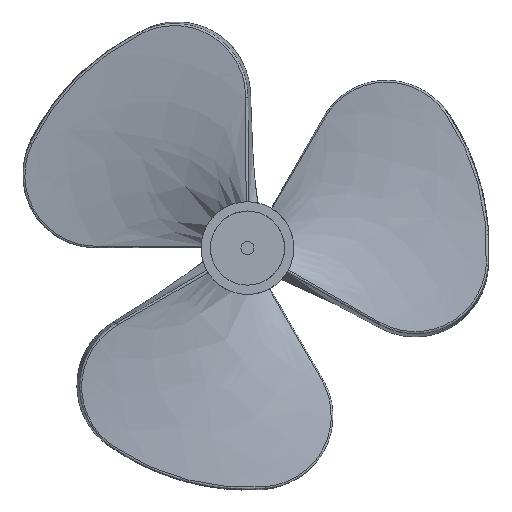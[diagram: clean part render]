
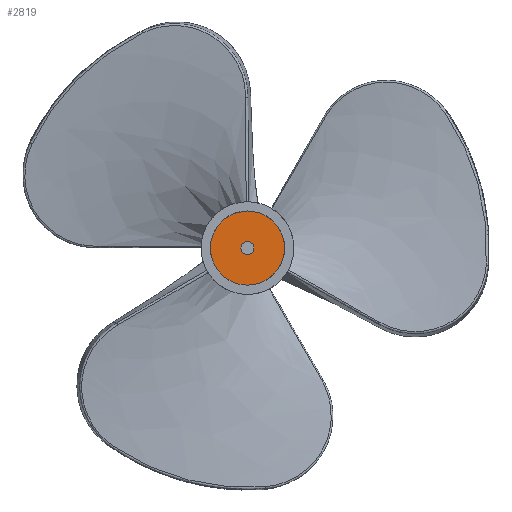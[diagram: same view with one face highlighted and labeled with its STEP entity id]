
A CAD part, front view. The second image highlights one B-rep face of the part: STEP entity #2819.
In plain terms, the highlighted planar face has unit normal (0, -1, 0).
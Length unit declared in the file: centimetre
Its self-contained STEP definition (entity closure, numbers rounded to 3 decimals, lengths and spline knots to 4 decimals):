
#2 = DIRECTION ( 'NONE',  ( 0., 0., -1. ) ) ;
#73 = CARTESIAN_POINT ( 'NONE',  ( -0.1344, 0.1, -0.1481 ) ) ;
#87 = DIRECTION ( 'NONE',  ( 0., 1., 0. ) ) ;
#109 = EDGE_CURVE ( 'NONE', #1804, #4921, #3018, .T. ) ;
#145 = CIRCLE ( 'NONE', #3023, 0.2 ) ;
#209 = CARTESIAN_POINT ( 'NONE',  ( 0., 0.1, 0.2 ) ) ;
#242 = B_SPLINE_CURVE_WITH_KNOTS ( 'NONE', 3,
 ( #4755, #388, #73, #2756 ),
 .UNSPECIFIED., .F., .F.,
 ( 4, 4 ),
 ( 0., 1. ),
 .UNSPECIFIED. ) ;
#253 = DIRECTION ( 'NONE',  ( 0., 1., 0. ) ) ;
#369 = CARTESIAN_POINT ( 'NONE',  ( 0.1956, 0.1, -0.0416 ) ) ;
#388 = CARTESIAN_POINT ( 'NONE',  ( -0.1341, 0.1, -0.1484 ) ) ;
#483 = AXIS2_PLACEMENT_3D ( 'NONE', #1840, #1865, #3055 ) ;
#529 = DIRECTION ( 'NONE',  ( 0., 0., 1. ) ) ;
#791 = CARTESIAN_POINT ( 'NONE',  ( 0.1955, 0.1, -0.0423 ) ) ;
#895 = CIRCLE ( 'NONE', #483, 0.035 ) ;
#919 = CARTESIAN_POINT ( 'NONE',  ( 0., 0.1, 0. ) ) ;
#925 = CARTESIAN_POINT ( 'NONE',  ( 0., 0.1, -0.035 ) ) ;
#1075 = EDGE_CURVE ( 'NONE', #4921, #4984, #3352, .T. ) ;
#1142 = AXIS2_PLACEMENT_3D ( 'NONE', #2599, #253, #3793 ) ;
#1217 = CARTESIAN_POINT ( 'NONE',  ( 0., 0.1, 0. ) ) ;
#1221 = EDGE_CURVE ( 'NONE', #4984, #3890, #3802, .T. ) ;
#1299 = CARTESIAN_POINT ( 'NONE',  ( 0.1955, 0.1, -0.0419 ) ) ;
#1339 = ORIENTED_EDGE ( 'NONE', *, *, #2510, .F. ) ;
#1424 = VERTEX_POINT ( 'NONE', #925 ) ;
#1461 = PLANE ( 'NONE',  #2944 ) ;
#1712 = AXIS2_PLACEMENT_3D ( 'NONE', #1217, #3536, #2 ) ;
#1729 = CARTESIAN_POINT ( 'NONE',  ( 0.1954, 0.1, -0.0426 ) ) ;
#1783 = EDGE_CURVE ( 'NONE', #1941, #5118, #145, .T. ) ;
#1788 = CARTESIAN_POINT ( 'NONE',  ( 0., 0.1, 0. ) ) ;
#1797 = ORIENTED_EDGE ( 'NONE', *, *, #2882, .F. ) ;
#1804 = VERTEX_POINT ( 'NONE', #3013 ) ;
#1840 = CARTESIAN_POINT ( 'NONE',  ( 0., 0.1, 0. ) ) ;
#1845 = CARTESIAN_POINT ( 'NONE',  ( 0., 0.1, 0. ) ) ;
#1847 = ORIENTED_EDGE ( 'NONE', *, *, #1221, .F. ) ;
#1865 = DIRECTION ( 'NONE',  ( 0., -1., 0. ) ) ;
#1941 = VERTEX_POINT ( 'NONE', #3092 ) ;
#1996 = EDGE_LOOP ( 'NONE', ( #2018, #1339, #4116, #2358, #1847, #4952 ) ) ;
#2018 = ORIENTED_EDGE ( 'NONE', *, *, #109, .F. ) ;
#2177 = DIRECTION ( 'NONE',  ( 0., 0., 1. ) ) ;
#2230 = VERTEX_POINT ( 'NONE', #3464 ) ;
#2358 = ORIENTED_EDGE ( 'NONE', *, *, #3824, .F. ) ;
#2510 = EDGE_CURVE ( 'NONE', #5118, #1804, #242, .T. ) ;
#2599 = CARTESIAN_POINT ( 'NONE',  ( 0., 0.1, 0. ) ) ;
#2673 = FACE_OUTER_BOUND ( 'NONE', #1996, .T. ) ;
#2705 = CIRCLE ( 'NONE', #3356, 0.2 ) ;
#2756 = CARTESIAN_POINT ( 'NONE',  ( -0.1346, 0.1, -0.1479 ) ) ;
#2819 = ADVANCED_FACE ( 'NONE', ( #5014, #2673 ), #1461, .F. ) ;
#2882 = EDGE_CURVE ( 'NONE', #2230, #1424, #895, .T. ) ;
#2928 = CARTESIAN_POINT ( 'NONE',  ( -0.1338, 0.1, -0.1486 ) ) ;
#2944 = AXIS2_PLACEMENT_3D ( 'NONE', #1788, #3785, #2177 ) ;
#3013 = CARTESIAN_POINT ( 'NONE',  ( -0.1346, 0.1, -0.1479 ) ) ;
#3018 = CIRCLE ( 'NONE', #4108, 0.2 ) ;
#3023 = AXIS2_PLACEMENT_3D ( 'NONE', #4950, #4190, #4115 ) ;
#3055 = DIRECTION ( 'NONE',  ( 0., 0., -1. ) ) ;
#3092 = CARTESIAN_POINT ( 'NONE',  ( 0., 0.1, -0.2 ) ) ;
#3274 = CIRCLE ( 'NONE', #1712, 0.035 ) ;
#3277 = EDGE_LOOP ( 'NONE', ( #4184, #1797 ) ) ;
#3352 = CIRCLE ( 'NONE', #1142, 0.2 ) ;
#3356 = AXIS2_PLACEMENT_3D ( 'NONE', #1845, #3482, #4678 ) ;
#3464 = CARTESIAN_POINT ( 'NONE',  ( 0., 0.1, 0.035 ) ) ;
#3482 = DIRECTION ( 'NONE',  ( 0., 1., 0. ) ) ;
#3536 = DIRECTION ( 'NONE',  ( 0., -1., 0. ) ) ;
#3785 = DIRECTION ( 'NONE',  ( 0., 1., 0. ) ) ;
#3793 = DIRECTION ( 'NONE',  ( 0., 0., 1. ) ) ;
#3802 = B_SPLINE_CURVE_WITH_KNOTS ( 'NONE', 3,
 ( #4817, #1299, #791, #1729 ),
 .UNSPECIFIED., .F., .F.,
 ( 4, 4 ),
 ( 0., 1. ),
 .UNSPECIFIED. ) ;
#3824 = EDGE_CURVE ( 'NONE', #3890, #1941, #2705, .T. ) ;
#3890 = VERTEX_POINT ( 'NONE', #4032 ) ;
#4032 = CARTESIAN_POINT ( 'NONE',  ( 0.1954, 0.1, -0.0426 ) ) ;
#4108 = AXIS2_PLACEMENT_3D ( 'NONE', #919, #87, #529 ) ;
#4115 = DIRECTION ( 'NONE',  ( 0., 0., 1. ) ) ;
#4116 = ORIENTED_EDGE ( 'NONE', *, *, #1783, .F. ) ;
#4184 = ORIENTED_EDGE ( 'NONE', *, *, #4201, .F. ) ;
#4190 = DIRECTION ( 'NONE',  ( 0., 1., 0. ) ) ;
#4201 = EDGE_CURVE ( 'NONE', #1424, #2230, #3274, .T. ) ;
#4678 = DIRECTION ( 'NONE',  ( 0., 0., 1. ) ) ;
#4755 = CARTESIAN_POINT ( 'NONE',  ( -0.1338, 0.1, -0.1486 ) ) ;
#4817 = CARTESIAN_POINT ( 'NONE',  ( 0.1956, 0.1, -0.0416 ) ) ;
#4921 = VERTEX_POINT ( 'NONE', #209 ) ;
#4950 = CARTESIAN_POINT ( 'NONE',  ( 0., 0.1, 0. ) ) ;
#4952 = ORIENTED_EDGE ( 'NONE', *, *, #1075, .F. ) ;
#4984 = VERTEX_POINT ( 'NONE', #369 ) ;
#5014 = FACE_BOUND ( 'NONE', #3277, .T. ) ;
#5118 = VERTEX_POINT ( 'NONE', #2928 ) ;
